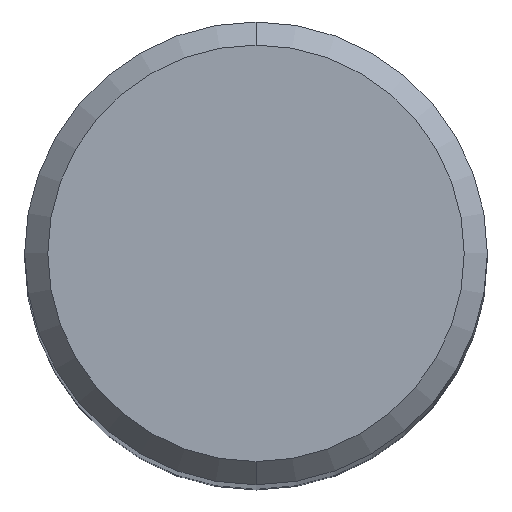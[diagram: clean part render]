
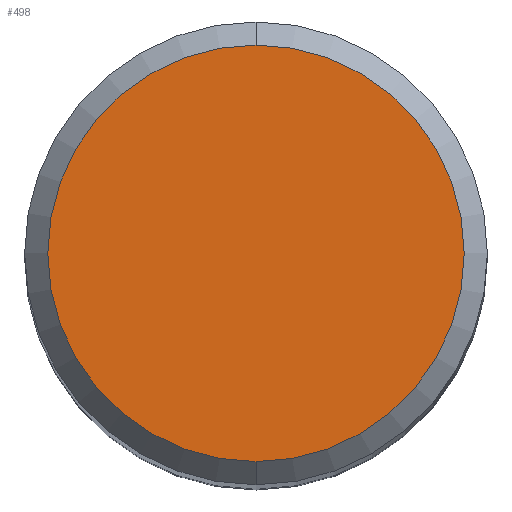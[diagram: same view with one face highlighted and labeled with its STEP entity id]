
A CAD part, top view. The second image highlights one B-rep face of the part: STEP entity #498.
In plain terms, the highlighted planar face has unit normal (0, 0, 1).
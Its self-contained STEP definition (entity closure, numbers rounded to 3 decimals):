
#210=EDGE_CURVE('',#340,#288,#543,.T.);
#240=EDGE_CURVE('',#288,#340,#578,.T.);
#288=VERTEX_POINT('',#630);
#340=VERTEX_POINT('',#691);
#498=ADVANCED_FACE('',(#865),#866,.T.);
#543=CIRCLE('',#952,7.2);
#578=CIRCLE('',#1021,7.2);
#630=CARTESIAN_POINT('',(0.0,7.2,0.0));
#691=CARTESIAN_POINT('',(0.,-7.2,0.0));
#865=FACE_OUTER_BOUND('',#1606,.T.);
#866=PLANE('',#1607);
#952=AXIS2_PLACEMENT_3D('',#1622,#1623,#1624);
#1021=AXIS2_PLACEMENT_3D('',#1671,#1672,#1673);
#1606=EDGE_LOOP('',(#2008,#2009));
#1607=AXIS2_PLACEMENT_3D('',#2010,#2011,#2012);
#1622=CARTESIAN_POINT('',(0.0,0.0,0.0));
#1623=DIRECTION('',(0.0,0.0,-1.0));
#1624=DIRECTION('',(0.0,1.0,0.0));
#1671=CARTESIAN_POINT('',(0.0,0.0,0.0));
#1672=DIRECTION('',(0.0,0.0,-1.0));
#1673=DIRECTION('',(0.0,1.0,0.0));
#2008=ORIENTED_EDGE('',*,*,#240,.F.);
#2009=ORIENTED_EDGE('',*,*,#210,.F.);
#2010=CARTESIAN_POINT('',(0.0,3.6,0.0));
#2011=DIRECTION('',(-0.0,0.0,1.0));
#2012=DIRECTION('',(0.0,-1.0,0.0));
